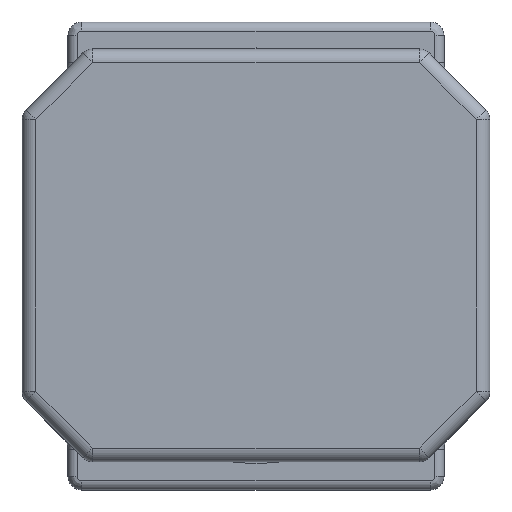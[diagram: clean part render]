
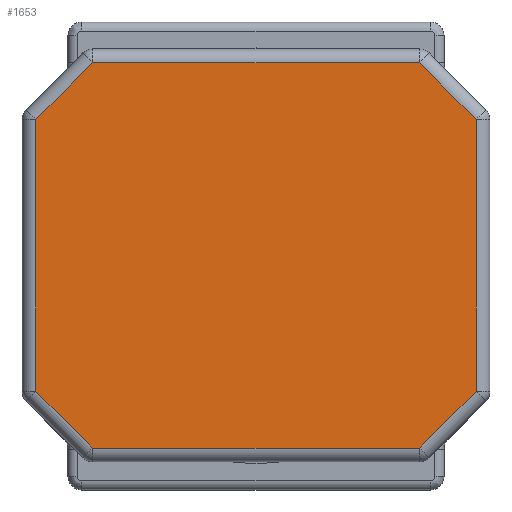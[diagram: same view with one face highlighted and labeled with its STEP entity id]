
A CAD part, top view. The second image highlights one B-rep face of the part: STEP entity #1653.
In plain terms, the highlighted planar face has unit normal (0, 0, 1).
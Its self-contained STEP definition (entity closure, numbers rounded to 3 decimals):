
#269=FACE_OUTER_BOUND('',#370,.T.);
#370=EDGE_LOOP('',(#1382,#1383,#1384,#1385,#1386,#1387,#1388,#1389));
#478=LINE('',#2813,#608);
#484=LINE('',#2842,#614);
#490=LINE('',#2871,#620);
#494=LINE('',#2887,#624);
#496=LINE('',#2890,#626);
#498=LINE('',#2893,#628);
#500=LINE('',#2896,#630);
#502=LINE('',#2899,#632);
#608=VECTOR('',#2242,10.);
#614=VECTOR('',#2274,10.);
#620=VECTOR('',#2306,10.);
#624=VECTOR('',#2324,10.);
#626=VECTOR('',#2328,10.);
#628=VECTOR('',#2332,10.);
#630=VECTOR('',#2336,10.);
#632=VECTOR('',#2340,10.);
#745=VERTEX_POINT('',#2775);
#750=VERTEX_POINT('',#2788);
#755=VERTEX_POINT('',#2801);
#760=VERTEX_POINT('',#2817);
#765=VERTEX_POINT('',#2830);
#770=VERTEX_POINT('',#2846);
#775=VERTEX_POINT('',#2859);
#780=VERTEX_POINT('',#2875);
#957=EDGE_CURVE('',#745,#755,#478,.T.);
#971=EDGE_CURVE('',#755,#765,#484,.T.);
#985=EDGE_CURVE('',#765,#775,#490,.T.);
#993=EDGE_CURVE('',#775,#780,#494,.T.);
#995=EDGE_CURVE('',#780,#770,#496,.T.);
#997=EDGE_CURVE('',#770,#760,#498,.T.);
#999=EDGE_CURVE('',#760,#750,#500,.T.);
#1001=EDGE_CURVE('',#750,#745,#502,.T.);
#1382=ORIENTED_EDGE('',*,*,#957,.F.);
#1383=ORIENTED_EDGE('',*,*,#1001,.F.);
#1384=ORIENTED_EDGE('',*,*,#999,.F.);
#1385=ORIENTED_EDGE('',*,*,#997,.F.);
#1386=ORIENTED_EDGE('',*,*,#995,.F.);
#1387=ORIENTED_EDGE('',*,*,#993,.F.);
#1388=ORIENTED_EDGE('',*,*,#985,.F.);
#1389=ORIENTED_EDGE('',*,*,#971,.F.);
#1506=PLANE('',#1860);
#1653=ADVANCED_FACE('',(#269),#1506,.T.);
#1860=AXIS2_PLACEMENT_3D('',#2909,#2354,#2355);
#2242=DIRECTION('',(1.,0.,0.));
#2274=DIRECTION('',(0.707,-0.707,0.));
#2306=DIRECTION('',(0.,-1.,0.));
#2324=DIRECTION('',(-0.707,-0.707,0.));
#2328=DIRECTION('',(-1.,0.,0.));
#2332=DIRECTION('',(-0.707,0.707,0.));
#2336=DIRECTION('',(0.,1.,0.));
#2340=DIRECTION('',(0.707,0.707,0.));
#2354=DIRECTION('center_axis',(0.,0.,1.));
#2355=DIRECTION('ref_axis',(1.,0.,0.));
#2775=CARTESIAN_POINT('',(-1.781,2.1,4.2));
#2788=CARTESIAN_POINT('',(-2.4,1.481,4.2));
#2801=CARTESIAN_POINT('',(1.781,2.1,4.2));
#2813=CARTESIAN_POINT('',(0.921,2.1,4.2));
#2817=CARTESIAN_POINT('',(-2.4,-1.481,4.2));
#2830=CARTESIAN_POINT('',(2.4,1.481,4.2));
#2842=CARTESIAN_POINT('',(2.192,1.689,4.2));
#2846=CARTESIAN_POINT('',(-1.781,-2.1,4.2));
#2859=CARTESIAN_POINT('',(2.4,-1.481,4.2));
#2871=CARTESIAN_POINT('',(2.4,-0.771,4.2));
#2875=CARTESIAN_POINT('',(1.781,-2.1,4.2));
#2887=CARTESIAN_POINT('',(1.839,-2.042,4.2));
#2890=CARTESIAN_POINT('',(-0.921,-2.1,4.2));
#2893=CARTESIAN_POINT('',(-2.192,-1.689,4.2));
#2896=CARTESIAN_POINT('',(-2.4,0.771,4.2));
#2899=CARTESIAN_POINT('',(-1.839,2.042,4.2));
#2909=CARTESIAN_POINT('Origin',(0.,0.,4.2));
